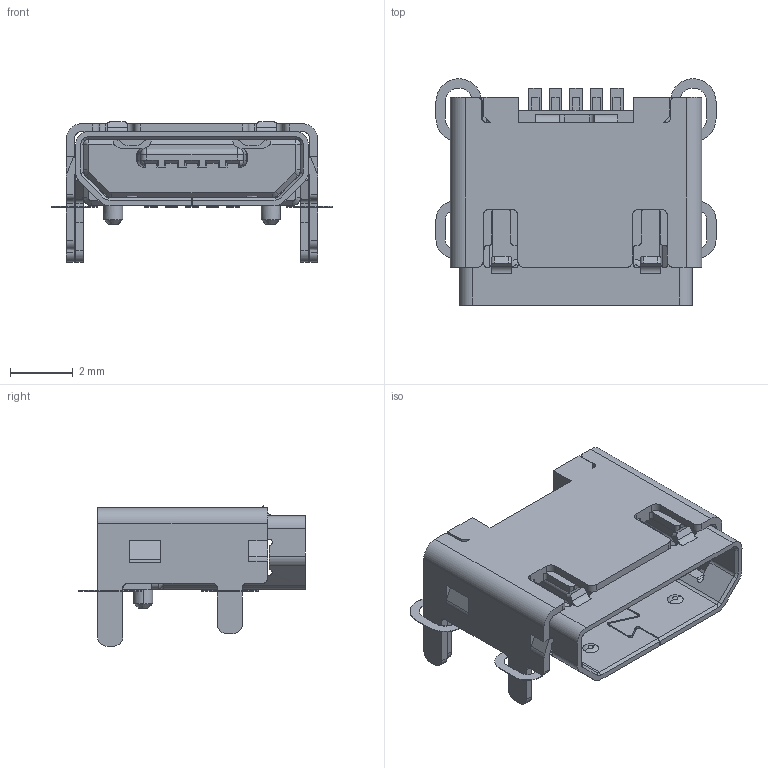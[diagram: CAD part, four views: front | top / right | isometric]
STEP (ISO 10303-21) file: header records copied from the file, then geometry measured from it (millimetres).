
FILE_DESCRIPTION (( 'STEP AP203' ), '1' );
FILE_NAME ('080-1368-000_1.step_Default_sldprt.STEP', '2021-02-13T10:55:03', ( '' ), ( '' ), 'SwSTEP 2.0', 'SolidWorks 2019', '' );
FILE_SCHEMA (( 'CONFIG_CONTROL_DESIGN' ));
Length unit declared in the file: metre
Products named in the file (1): 080-1368-000_1.step_Default_sldprt
Bounding box: 8.9 x 7.2 x 4.46 mm (x, y, z)
Volume: 73.3 mm3; surface area: 385.2 mm2
Topology: 7 solids, 7 shells, 745 faces, 2077 edges, 1354 vertices
Faces by surface type: plane 466, cylinder 247, cone 20, bspline 4, torus 4, sphere 4
Entity records: 26197 total; most frequent: CARTESIAN_POINT 10916, ORIENTED_EDGE 4150, EDGE_CURVE 2075, B_SPLINE_CURVE_WITH_KNOTS 1953, DIRECTION 1634, VERTEX_POINT 1354, EDGE_LOOP 779, AXIS2_PLACEMENT_3D 774
